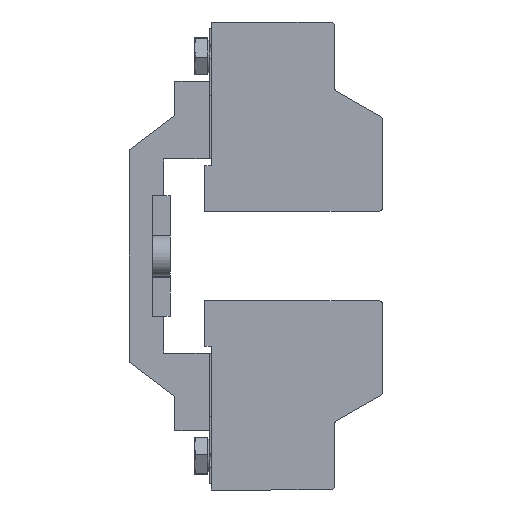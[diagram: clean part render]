
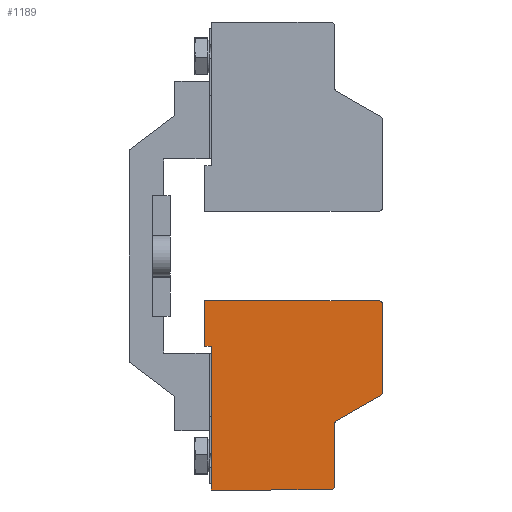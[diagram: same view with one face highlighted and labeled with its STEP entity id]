
A CAD part, left-side view. The second image highlights one B-rep face of the part: STEP entity #1189.
In plain terms, the highlighted face is planar.
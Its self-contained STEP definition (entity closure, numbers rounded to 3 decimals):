
#287=CARTESIAN_POINT('',(63.0,3.0,0.0));
#288=VERTEX_POINT('',#287);
#295=CARTESIAN_POINT('',(63.0,0.0,0.0));
#296=VERTEX_POINT('',#295);
#297=CARTESIAN_POINT('',(63.0,3.0,0.0));
#298=DIRECTION('',(0.0,-1.0,0.0));
#299=VECTOR('',#298,3.0);
#300=LINE('',#297,#299);
#301=EDGE_CURVE('',#288,#296,#300,.T.);
#548=CARTESIAN_POINT('',(0.0,3.,0.0));
#549=VERTEX_POINT('',#548);
#556=CARTESIAN_POINT('',(0.0,3.,0.0));
#557=DIRECTION('',(1.0,0.0,0.0));
#558=VECTOR('',#557,63.0);
#559=LINE('',#556,#558);
#560=EDGE_CURVE('',#549,#288,#559,.T.);
#849=CARTESIAN_POINT('',(83.0,0.0,0.0));
#850=VERTEX_POINT('',#849);
#857=CARTESIAN_POINT('',(83.0,76.0,0.0));
#858=VERTEX_POINT('',#857);
#859=CARTESIAN_POINT('',(83.0,0.0,0.0));
#860=DIRECTION('',(0.0,1.0,0.0));
#861=VECTOR('',#860,76.0);
#862=LINE('',#859,#861);
#863=EDGE_CURVE('',#850,#858,#862,.T.);
#911=CARTESIAN_POINT('',(81.,78.0,0.0));
#912=VERTEX_POINT('',#911);
#919=CARTESIAN_POINT('',(43.161,78.0,0.0));
#920=VERTEX_POINT('',#919);
#921=CARTESIAN_POINT('',(81.,78.0,0.0));
#922=DIRECTION('',(-1.0,0.0,0.0));
#923=VECTOR('',#922,37.839);
#924=LINE('',#921,#923);
#925=EDGE_CURVE('',#912,#920,#924,.T.);
#943=CARTESIAN_POINT('',(81.,76.,0.0));
#944=DIRECTION('',(0.0,0.0,1.0));
#945=DIRECTION('',(1.0,0.0,0.0));
#946=AXIS2_PLACEMENT_3D('',#943,#944,#945);
#947=CIRCLE('',#946,2.);
#948=EDGE_CURVE('',#858,#912,#947,.T.);
#986=CARTESIAN_POINT('',(63.0,0.0,0.0));
#987=DIRECTION('',(1.0,0.0,0.0));
#988=VECTOR('',#987,20.0);
#989=LINE('',#986,#988);
#990=EDGE_CURVE('',#296,#850,#989,.T.);
#1013=CARTESIAN_POINT('',(0.0,55.0,0.0));
#1014=VERTEX_POINT('',#1013);
#1021=CARTESIAN_POINT('',(0.0,55.0,0.0));
#1022=DIRECTION('',(0.0,-1.0,0.0));
#1023=VECTOR('',#1022,52.0);
#1024=LINE('',#1021,#1023);
#1025=EDGE_CURVE('',#1014,#549,#1024,.T.);
#1047=CARTESIAN_POINT('',(2.0,57.,0.0));
#1048=VERTEX_POINT('',#1047);
#1055=CARTESIAN_POINT('',(2.,55.,0.0));
#1056=DIRECTION('',(0.0,0.0,1.0));
#1057=DIRECTION('',(0.0,1.0,0.0));
#1058=AXIS2_PLACEMENT_3D('',#1055,#1056,#1057);
#1059=CIRCLE('',#1058,2.);
#1060=EDGE_CURVE('',#1048,#1014,#1059,.T.);
#1074=CARTESIAN_POINT('',(28.839,57.0,0.0));
#1075=VERTEX_POINT('',#1074);
#1082=CARTESIAN_POINT('',(28.839,57.0,0.0));
#1083=DIRECTION('',(-1.0,0.0,0.0));
#1084=VECTOR('',#1083,26.839);
#1085=LINE('',#1082,#1084);
#1086=EDGE_CURVE('',#1075,#1048,#1085,.T.);
#1109=CARTESIAN_POINT('',(30.576,58.008,0.0));
#1110=VERTEX_POINT('',#1109);
#1117=CARTESIAN_POINT('',(28.839,59.,0.0));
#1118=DIRECTION('',(0.0,0.0,-1.0));
#1119=DIRECTION('',(0.0,1.0,0.0));
#1120=AXIS2_PLACEMENT_3D('',#1117,#1118,#1119);
#1121=CIRCLE('',#1120,2.);
#1122=EDGE_CURVE('',#1110,#1075,#1121,.T.);
#1134=CARTESIAN_POINT('',(41.424,76.992,0.0));
#1135=VERTEX_POINT('',#1134);
#1142=CARTESIAN_POINT('',(41.424,76.992,0.0));
#1143=DIRECTION('',(-0.496,-0.868,0.0));
#1144=VECTOR('',#1143,21.865);
#1145=LINE('',#1142,#1144);
#1146=EDGE_CURVE('',#1135,#1110,#1145,.T.);
#1159=CARTESIAN_POINT('',(43.161,76.,0.0));
#1160=DIRECTION('',(0.0,0.0,1.0));
#1161=DIRECTION('',(0.0,1.0,0.0));
#1162=AXIS2_PLACEMENT_3D('',#1159,#1160,#1161);
#1163=CIRCLE('',#1162,2.);
#1164=EDGE_CURVE('',#920,#1135,#1163,.T.);
#1170=CARTESIAN_POINT('',(44.702,36.17,0.0));
#1171=DIRECTION('',(0.0,0.0,1.0));
#1172=DIRECTION('',(1.0,0.0,0.0));
#1173=AXIS2_PLACEMENT_3D('',#1170,#1171,#1172);
#1174=PLANE('',#1173);
#1175=ORIENTED_EDGE('',*,*,#863,.F.);
#1176=ORIENTED_EDGE('',*,*,#990,.F.);
#1177=ORIENTED_EDGE('',*,*,#301,.F.);
#1178=ORIENTED_EDGE('',*,*,#560,.F.);
#1179=ORIENTED_EDGE('',*,*,#1025,.F.);
#1180=ORIENTED_EDGE('',*,*,#1060,.F.);
#1181=ORIENTED_EDGE('',*,*,#1086,.F.);
#1182=ORIENTED_EDGE('',*,*,#1122,.F.);
#1183=ORIENTED_EDGE('',*,*,#1146,.F.);
#1184=ORIENTED_EDGE('',*,*,#1164,.F.);
#1185=ORIENTED_EDGE('',*,*,#925,.F.);
#1186=ORIENTED_EDGE('',*,*,#948,.F.);
#1187=EDGE_LOOP('',(#1175,#1176,#1177,#1178,#1179,#1180,#1181,#1182,#1183,#1184,#1185,#1186));
#1188=FACE_OUTER_BOUND('',#1187,.T.);
#1189=ADVANCED_FACE('',(#1188),#1174,.F.);
